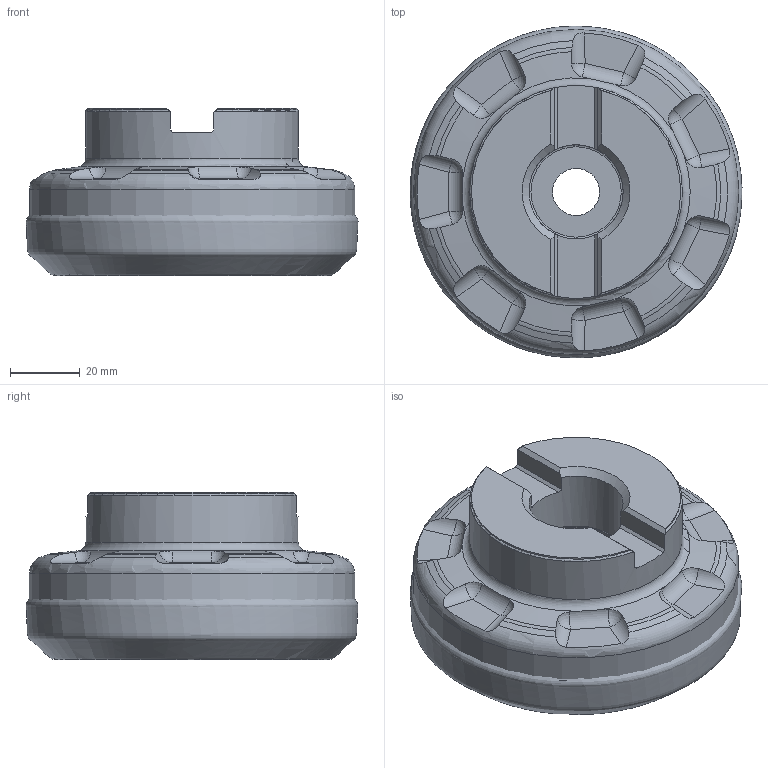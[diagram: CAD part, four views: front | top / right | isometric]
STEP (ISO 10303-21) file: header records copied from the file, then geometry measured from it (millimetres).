
FILE_DESCRIPTION(/* description */ (''),/* implementation_level */ '2;1');
FILE_NAME(/* name */ 'toolassembly_1.stp',/* time_stamp */ '2018-08-02T14:59:05+02:00',/* author */ (''),/* organization */ ('SMS'),/* preprocessor_version */ 'ST-DEVELOPER v15',/* originating_system */ 'SIEMENS PLM Software NX 8.5',/* authorisation */ '');
FILE_SCHEMA (('AUTOMOTIVE_DESIGN { 1 0 10303 214 3 1 1 1 }'));
Length unit declared in the file: millimetre
Products named in the file (4): ASSEMBLY_CONSTRUCTION; CUT_20180802145802; NOCUT_20180802145802; TOOLASSEMBLY_1
Assembly tree (3 placements, depth 2):
  TOOLASSEMBLY_1
    NOCUT_20180802145802
    CUT_20180802145802
    ASSEMBLY_CONSTRUCTION
Bounding box: 95.2 x 95.16 x 47.95 mm (x, y, z)
Volume: 254749.5 mm3; surface area: 41128.1 mm2
Topology: 2 solids, 2 shells, 110 faces, 307 edges, 198 vertices
Faces by surface type: cylinder 29, plane 27, cone 18, torus 18, sphere 14, revolution 3, bspline 1
Full cylindrical faces by diameter (mm): 13.5 x1, 20 x1, 27.011 x1, 27.5 x1, 61 x1, 93.272 x1
Entity records: 20839 total; most frequent: CARTESIAN_POINT 18136, ORIENTED_EDGE 526, DIRECTION 506, EDGE_CURVE 263, AXIS2_PLACEMENT_3D 229, VERTEX_POINT 179, EDGE_LOOP 133, B_SPLINE_CURVE_WITH_KNOTS 114
